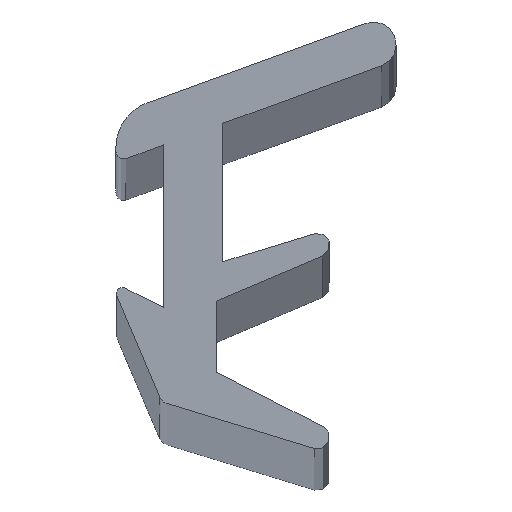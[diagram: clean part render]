
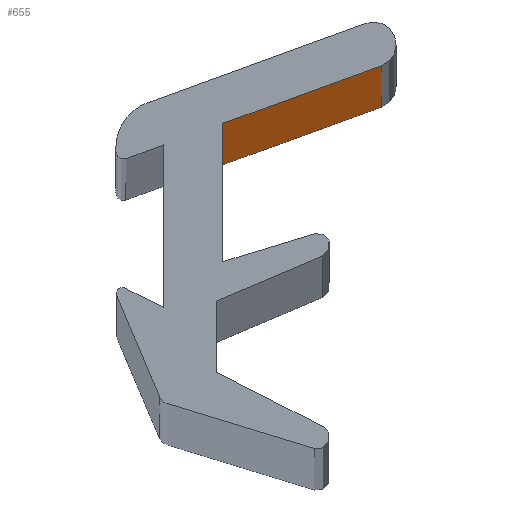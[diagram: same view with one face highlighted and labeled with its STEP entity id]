
A CAD part, top view. The second image highlights one B-rep face of the part: STEP entity #655.
In plain terms, the highlighted planar face has unit normal (0.342, -0.94, 0).
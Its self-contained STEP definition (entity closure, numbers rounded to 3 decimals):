
#24 = VECTOR ( 'NONE', #45, 1000. ) ;
#25 = DIRECTION ( 'NONE',  ( -0.342, 0.94, 0. ) ) ;
#30 = EDGE_CURVE ( 'NONE', #395, #234, #716, .T. ) ;
#45 = DIRECTION ( 'NONE',  ( 0.94, 0.342, 0. ) ) ;
#55 = CARTESIAN_POINT ( 'NONE',  ( 2.5, 0.91, 1000. ) ) ;
#64 = VERTEX_POINT ( 'NONE', #400 ) ;
#119 = EDGE_CURVE ( 'NONE', #342, #64, #546, .T. ) ;
#192 = ORIENTED_EDGE ( 'NONE', *, *, #448, .F. ) ;
#221 = VECTOR ( 'NONE', #812, 1000. ) ;
#234 = VERTEX_POINT ( 'NONE', #757 ) ;
#242 = LINE ( 'NONE', #382, #724 ) ;
#296 = DIRECTION ( 'NONE',  ( 0., 0., -1. ) ) ;
#299 = CARTESIAN_POINT ( 'NONE',  ( 2.5, 0.91, 1000. ) ) ;
#300 = CARTESIAN_POINT ( 'NONE',  ( 2.5, 0.91, 0. ) ) ;
#321 = ORIENTED_EDGE ( 'NONE', *, *, #493, .T. ) ;
#342 = VERTEX_POINT ( 'NONE', #300 ) ;
#352 = CARTESIAN_POINT ( 'NONE',  ( 9.175, 3.339, 1000. ) ) ;
#382 = CARTESIAN_POINT ( 'NONE',  ( 2.5, 0.91, 0. ) ) ;
#395 = VERTEX_POINT ( 'NONE', #419 ) ;
#399 = DIRECTION ( 'NONE',  ( -0.94, -0.342, 0. ) ) ;
#400 = CARTESIAN_POINT ( 'NONE',  ( 2.5, 0.91, 1000. ) ) ;
#402 = LINE ( 'NONE', #299, #24 ) ;
#419 = CARTESIAN_POINT ( 'NONE',  ( 9.175, 3.339, 1000. ) ) ;
#448 = EDGE_CURVE ( 'NONE', #64, #395, #402, .T. ) ;
#469 = ORIENTED_EDGE ( 'NONE', *, *, #119, .F. ) ;
#475 = AXIS2_PLACEMENT_3D ( 'NONE', #513, #25, #399 ) ;
#493 = EDGE_CURVE ( 'NONE', #342, #234, #242, .T. ) ;
#506 = VECTOR ( 'NONE', #296, 1000. ) ;
#513 = CARTESIAN_POINT ( 'NONE',  ( 2.5, 0.91, 1000. ) ) ;
#520 = PLANE ( 'NONE',  #475 ) ;
#546 = LINE ( 'NONE', #55, #221 ) ;
#606 = DIRECTION ( 'NONE',  ( 0.94, 0.342, 0. ) ) ;
#643 = ORIENTED_EDGE ( 'NONE', *, *, #30, .F. ) ;
#655 = ADVANCED_FACE ( 'NONE', ( #683 ), #520, .F. ) ;
#683 = FACE_OUTER_BOUND ( 'NONE', #785, .T. ) ;
#716 = LINE ( 'NONE', #352, #506 ) ;
#724 = VECTOR ( 'NONE', #606, 1000. ) ;
#757 = CARTESIAN_POINT ( 'NONE',  ( 9.175, 3.339, 0. ) ) ;
#785 = EDGE_LOOP ( 'NONE', ( #192, #469, #321, #643 ) ) ;
#812 = DIRECTION ( 'NONE',  ( 0., 0., 1. ) ) ;
